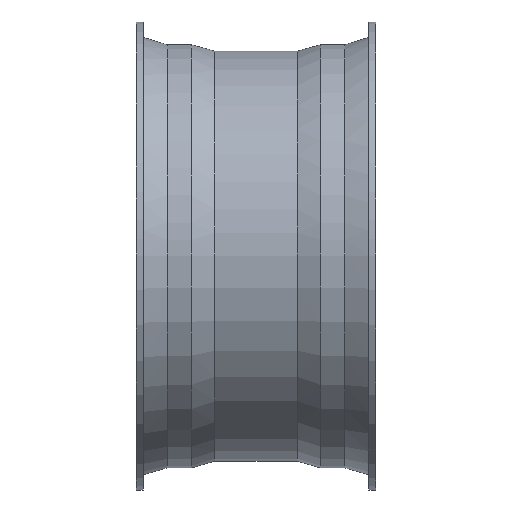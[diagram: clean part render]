
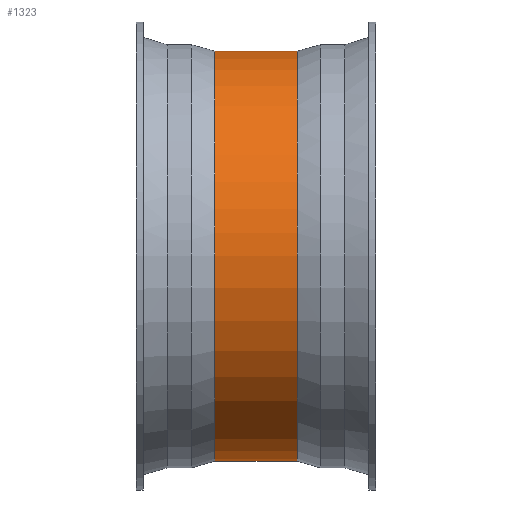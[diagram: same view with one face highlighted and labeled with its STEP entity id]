
A CAD part, front view. The second image highlights one B-rep face of the part: STEP entity #1323.
In plain terms, the highlighted free-form (B-spline) face has degree [2, 1] with [9, 2] control points.
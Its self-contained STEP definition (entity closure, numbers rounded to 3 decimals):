
#1323 = ADVANCED_FACE('',(#1324),#1356,.T.);
#1324 = FACE_BOUND('',#1325,.T.);
#1325 = EDGE_LOOP('',(#1326,#1338,#1345,#1355));
#1326 = ORIENTED_EDGE('',*,*,#1327,.F.);
#1327 = EDGE_CURVE('',#1328,#1328,#1330,.T.);
#1328 = VERTEX_POINT('',#1329);
#1329 = CARTESIAN_POINT('',(83.789,-418.944,
    0.));
#1330 = ( BOUNDED_CURVE() B_SPLINE_CURVE(2,(#1331,#1332,#1333,#1334,
#1335,#1336,#1337),.UNSPECIFIED.,.T.,.F.) B_SPLINE_CURVE_WITH_KNOTS((3,2
    ,2,3),(4.712,6.807,8.901,10.996)
,.PIECEWISE_BEZIER_KNOTS.) CURVE() GEOMETRIC_REPRESENTATION_ITEM() 
RATIONAL_B_SPLINE_CURVE((1.,0.5,1.,0.5,1.,0.5,1.)) REPRESENTATION_ITEM(
  '') );
#1331 = CARTESIAN_POINT('',(83.789,-418.944,
    0.));
#1332 = CARTESIAN_POINT('',(83.789,-418.944,
    -725.631));
#1333 = CARTESIAN_POINT('',(83.789,209.472,
    -362.816));
#1334 = CARTESIAN_POINT('',(83.789,837.887,
    0.));
#1335 = CARTESIAN_POINT('',(83.789,209.472,
    362.816));
#1336 = CARTESIAN_POINT('',(83.789,-418.944,
    725.631));
#1337 = CARTESIAN_POINT('',(83.789,-418.944,
    0.));
#1338 = ORIENTED_EDGE('',*,*,#1339,.T.);
#1339 = EDGE_CURVE('',#1328,#1340,#1342,.T.);
#1340 = VERTEX_POINT('',#1341);
#1341 = CARTESIAN_POINT('',(-83.789,-418.944,
    0.));
#1342 = B_SPLINE_CURVE_WITH_KNOTS('',1,(#1343,#1344),.UNSPECIFIED.,.F.,
  .F.,(2,2),(-60.96,60.96),.PIECEWISE_BEZIER_KNOTS.);
#1343 = CARTESIAN_POINT('',(83.789,-418.944,
    0.));
#1344 = CARTESIAN_POINT('',(-83.789,-418.944,
    0.));
#1345 = ORIENTED_EDGE('',*,*,#1346,.T.);
#1346 = EDGE_CURVE('',#1340,#1340,#1347,.T.);
#1347 = ( BOUNDED_CURVE() B_SPLINE_CURVE(2,(#1348,#1349,#1350,#1351,
#1352,#1353,#1354),.UNSPECIFIED.,.T.,.F.) B_SPLINE_CURVE_WITH_KNOTS((3,2
    ,2,3),(4.712,6.807,8.901,10.996)
,.PIECEWISE_BEZIER_KNOTS.) CURVE() GEOMETRIC_REPRESENTATION_ITEM() 
RATIONAL_B_SPLINE_CURVE((1.,0.5,1.,0.5,1.,0.5,1.)) REPRESENTATION_ITEM(
  '') );
#1348 = CARTESIAN_POINT('',(-83.789,-418.944,
    0.));
#1349 = CARTESIAN_POINT('',(-83.789,-418.944,
    -725.631));
#1350 = CARTESIAN_POINT('',(-83.789,209.472,
    -362.816));
#1351 = CARTESIAN_POINT('',(-83.789,837.887,
    0.));
#1352 = CARTESIAN_POINT('',(-83.789,209.472,
    362.816));
#1353 = CARTESIAN_POINT('',(-83.789,-418.944,
    725.631));
#1354 = CARTESIAN_POINT('',(-83.789,-418.944,
    0.));
#1355 = ORIENTED_EDGE('',*,*,#1339,.F.);
#1356 = ( BOUNDED_SURFACE() B_SPLINE_SURFACE(2,1,(
    (#1357,#1358)
    ,(#1359,#1360)
    ,(#1361,#1362)
    ,(#1363,#1364)
    ,(#1365,#1366)
    ,(#1367,#1368)
    ,(#1369,#1370)
    ,(#1371,#1372)
    ,(#1373,#1374
)),.UNSPECIFIED.,.T.,.F.,.F.) B_SPLINE_SURFACE_WITH_KNOTS((3,2,2,2,3),(2
    ,2),(-3.142,-2.094,0.,2.094,3.142)
,(-60.96,60.96),.UNSPECIFIED.) GEOMETRIC_REPRESENTATION_ITEM() 
RATIONAL_B_SPLINE_SURFACE((
    (0.75,0.75)
    ,(0.75,0.75)
    ,(1.,1.)
    ,(0.5,0.5)
    ,(1.,1.)
    ,(0.5,0.5)
    ,(1.,1.)
    ,(0.75,0.75)
,(0.75,0.75))) REPRESENTATION_ITEM('') SURFACE() );
#1357 = CARTESIAN_POINT('',(-83.789,-418.944,0.));
#1358 = CARTESIAN_POINT('',(83.789,-418.944,0.));
#1359 = CARTESIAN_POINT('',(-83.789,-418.944,
    -241.877));
#1360 = CARTESIAN_POINT('',(83.789,-418.944,
    -241.877));
#1361 = CARTESIAN_POINT('',(-83.789,-209.472,
    -362.816));
#1362 = CARTESIAN_POINT('',(83.789,-209.472,
    -362.816));
#1363 = CARTESIAN_POINT('',(-83.789,418.944,
    -725.631));
#1364 = CARTESIAN_POINT('',(83.789,418.944,
    -725.631));
#1365 = CARTESIAN_POINT('',(-83.789,418.944,0.));
#1366 = CARTESIAN_POINT('',(83.789,418.944,0.));
#1367 = CARTESIAN_POINT('',(-83.789,418.944,
    725.631));
#1368 = CARTESIAN_POINT('',(83.789,418.944,
    725.631));
#1369 = CARTESIAN_POINT('',(-83.789,-209.472,
    362.816));
#1370 = CARTESIAN_POINT('',(83.789,-209.472,
    362.816));
#1371 = CARTESIAN_POINT('',(-83.789,-418.944,
    241.877));
#1372 = CARTESIAN_POINT('',(83.789,-418.944,
    241.877));
#1373 = CARTESIAN_POINT('',(-83.789,-418.944,0.));
#1374 = CARTESIAN_POINT('',(83.789,-418.944,0.));
